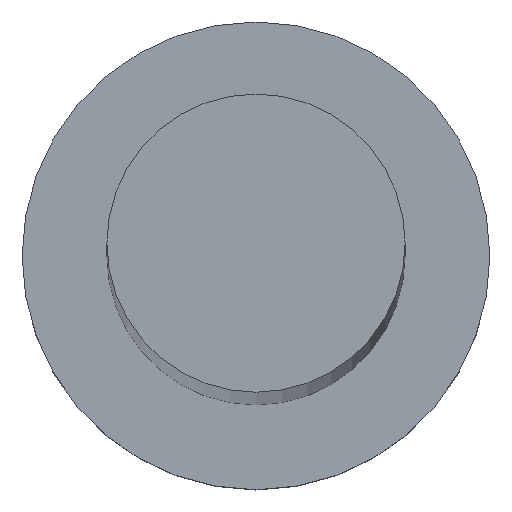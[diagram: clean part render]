
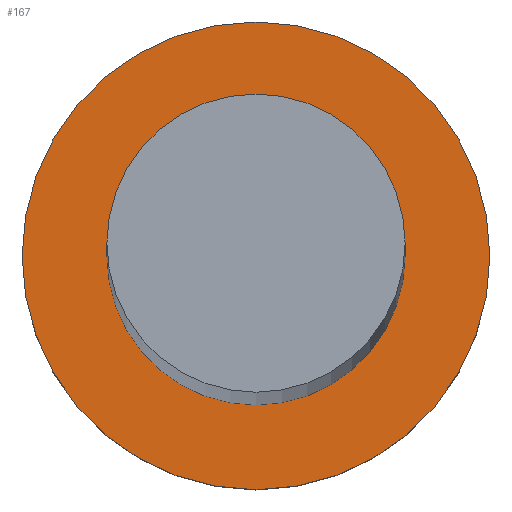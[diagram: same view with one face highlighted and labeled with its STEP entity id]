
A CAD part, top view. The second image highlights one B-rep face of the part: STEP entity #167.
In plain terms, the highlighted planar face has unit normal (0, 0, 1).
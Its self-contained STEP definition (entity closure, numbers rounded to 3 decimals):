
#3 = AXIS2_PLACEMENT_3D ( 'NONE', #114, #56, #210 ) ;
#7 = EDGE_CURVE ( 'NONE', #181, #190, #85, .T. ) ;
#21 = DIRECTION ( 'NONE',  ( 0., 0., 1. ) ) ;
#25 = CARTESIAN_POINT ( 'NONE',  ( 5.1, 0., 5. ) ) ;
#26 = AXIS2_PLACEMENT_3D ( 'NONE', #73, #39, #235 ) ;
#36 = CARTESIAN_POINT ( 'NONE',  ( 0., 0., 5. ) ) ;
#39 = DIRECTION ( 'NONE',  ( 0., 0., 1. ) ) ;
#40 = DIRECTION ( 'NONE',  ( 1., 0., 0. ) ) ;
#42 = DIRECTION ( 'NONE',  ( 1., 0., 0. ) ) ;
#54 = CIRCLE ( 'NONE', #248, 8. ) ;
#55 = ORIENTED_EDGE ( 'NONE', *, *, #111, .F. ) ;
#56 = DIRECTION ( 'NONE',  ( 0., 0., 1. ) ) ;
#59 = DIRECTION ( 'NONE',  ( 1., 0., 0. ) ) ;
#63 = PLANE ( 'NONE',  #26 ) ;
#64 = EDGE_CURVE ( 'NONE', #190, #181, #54, .T. ) ;
#69 = EDGE_CURVE ( 'NONE', #234, #250, #110, .T. ) ;
#70 = ORIENTED_EDGE ( 'NONE', *, *, #64, .T. ) ;
#72 = EDGE_LOOP ( 'NONE', ( #55, #156 ) ) ;
#73 = CARTESIAN_POINT ( 'NONE',  ( 0., 0., 5. ) ) ;
#74 = DIRECTION ( 'NONE',  ( 0., 0., 1. ) ) ;
#85 = CIRCLE ( 'NONE', #3, 8. ) ;
#87 = CARTESIAN_POINT ( 'NONE',  ( -5.1, 0., 5. ) ) ;
#100 = CARTESIAN_POINT ( 'NONE',  ( 8., 0., 5. ) ) ;
#110 = CIRCLE ( 'NONE', #214, 5.1 ) ;
#111 = EDGE_CURVE ( 'NONE', #250, #234, #116, .T. ) ;
#114 = CARTESIAN_POINT ( 'NONE',  ( 0., 0., 5. ) ) ;
#116 = CIRCLE ( 'NONE', #146, 5.1 ) ;
#136 = EDGE_LOOP ( 'NONE', ( #70, #236 ) ) ;
#146 = AXIS2_PLACEMENT_3D ( 'NONE', #36, #21, #42 ) ;
#156 = ORIENTED_EDGE ( 'NONE', *, *, #69, .F. ) ;
#159 = CARTESIAN_POINT ( 'NONE',  ( 0., 0., 5. ) ) ;
#167 = ADVANCED_FACE ( 'NONE', ( #253, #177 ), #63, .T. ) ;
#177 = FACE_OUTER_BOUND ( 'NONE', #136, .T. ) ;
#181 = VERTEX_POINT ( 'NONE', #100 ) ;
#190 = VERTEX_POINT ( 'NONE', #211 ) ;
#194 = DIRECTION ( 'NONE',  ( 0., 0., 1. ) ) ;
#210 = DIRECTION ( 'NONE',  ( 1., 0., 0. ) ) ;
#211 = CARTESIAN_POINT ( 'NONE',  ( -8., 0., 5. ) ) ;
#214 = AXIS2_PLACEMENT_3D ( 'NONE', #159, #194, #59 ) ;
#234 = VERTEX_POINT ( 'NONE', #25 ) ;
#235 = DIRECTION ( 'NONE',  ( 1., 0., 0. ) ) ;
#236 = ORIENTED_EDGE ( 'NONE', *, *, #7, .T. ) ;
#248 = AXIS2_PLACEMENT_3D ( 'NONE', #252, #74, #40 ) ;
#250 = VERTEX_POINT ( 'NONE', #87 ) ;
#252 = CARTESIAN_POINT ( 'NONE',  ( 0., 0., 5. ) ) ;
#253 = FACE_BOUND ( 'NONE', #72, .T. ) ;
